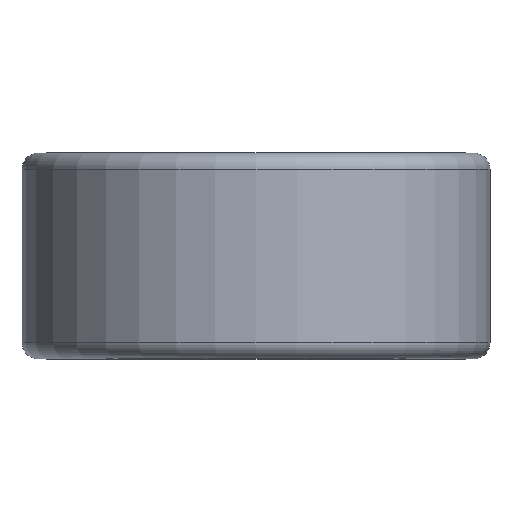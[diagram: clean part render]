
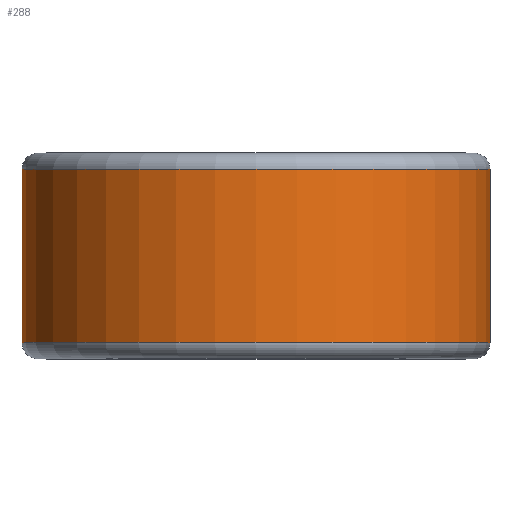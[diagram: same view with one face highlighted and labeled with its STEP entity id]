
A CAD part, top view. The second image highlights one B-rep face of the part: STEP entity #288.
In plain terms, the highlighted cylindrical face has radius 14.325 mm (diameter 28.65 mm), a full revolution.
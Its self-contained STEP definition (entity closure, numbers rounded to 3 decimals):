
#29=LINE('',#464,#49);
#49=VECTOR('',#369,14.325);
#69=CYLINDRICAL_SURFACE('',#322,14.325);
#74=FACE_OUTER_BOUND('',#90,.T.);
#90=EDGE_LOOP('',(#206,#207,#208,#209,#210,#211));
#111=CIRCLE('',#320,14.325);
#112=CIRCLE('',#321,14.325);
#113=CIRCLE('',#323,14.325);
#114=CIRCLE('',#324,14.325);
#132=VERTEX_POINT('',#457);
#133=VERTEX_POINT('',#459);
#134=VERTEX_POINT('',#463);
#135=VERTEX_POINT('',#465);
#161=EDGE_CURVE('',#132,#133,#111,.T.);
#162=EDGE_CURVE('',#133,#132,#112,.T.);
#163=EDGE_CURVE('',#133,#134,#29,.T.);
#164=EDGE_CURVE('',#135,#134,#113,.T.);
#165=EDGE_CURVE('',#134,#135,#114,.T.);
#206=ORIENTED_EDGE('',*,*,#162,.F.);
#207=ORIENTED_EDGE('',*,*,#163,.T.);
#208=ORIENTED_EDGE('',*,*,#164,.F.);
#209=ORIENTED_EDGE('',*,*,#165,.F.);
#210=ORIENTED_EDGE('',*,*,#163,.F.);
#211=ORIENTED_EDGE('',*,*,#161,.F.);
#288=ADVANCED_FACE('',(#74),#69,.T.);
#320=AXIS2_PLACEMENT_3D('',#460,#363,#364);
#321=AXIS2_PLACEMENT_3D('',#461,#365,#366);
#322=AXIS2_PLACEMENT_3D('',#462,#367,#368);
#323=AXIS2_PLACEMENT_3D('',#466,#370,#371);
#324=AXIS2_PLACEMENT_3D('',#467,#372,#373);
#363=DIRECTION('center_axis',(0.,1.,0.));
#364=DIRECTION('ref_axis',(1.,0.,0.));
#365=DIRECTION('center_axis',(0.,1.,0.));
#366=DIRECTION('ref_axis',(1.,0.,0.));
#367=DIRECTION('center_axis',(0.,1.,0.));
#368=DIRECTION('ref_axis',(1.,0.,0.));
#369=DIRECTION('',(0.,-1.,0.));
#370=DIRECTION('center_axis',(0.,-1.,0.));
#371=DIRECTION('ref_axis',(1.,0.,0.));
#372=DIRECTION('center_axis',(0.,-1.,0.));
#373=DIRECTION('ref_axis',(1.,0.,0.));
#457=CARTESIAN_POINT('',(0.,11.6,-14.325));
#459=CARTESIAN_POINT('',(-14.325,11.6,0.));
#460=CARTESIAN_POINT('Origin',(0.,11.6,0.));
#461=CARTESIAN_POINT('Origin',(0.,11.6,0.));
#462=CARTESIAN_POINT('Origin',(0.,0.,0.));
#463=CARTESIAN_POINT('',(-14.325,1.,0.));
#464=CARTESIAN_POINT('',(-14.325,0.,0.));
#465=CARTESIAN_POINT('',(0.,1.,-14.325));
#466=CARTESIAN_POINT('Origin',(0.,1.,0.));
#467=CARTESIAN_POINT('Origin',(0.,1.,0.));
